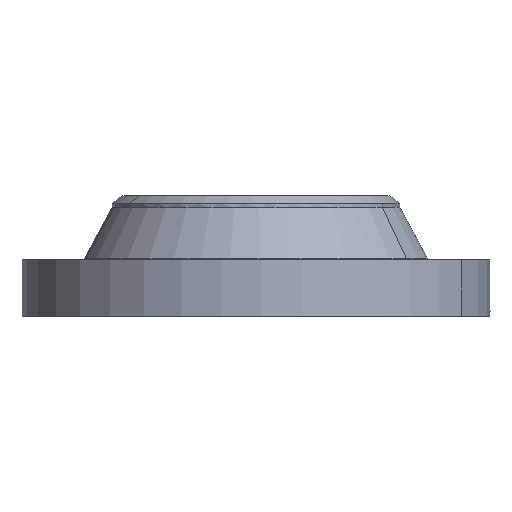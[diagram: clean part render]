
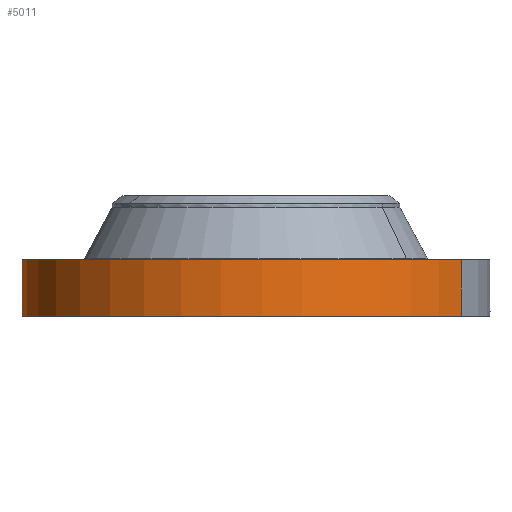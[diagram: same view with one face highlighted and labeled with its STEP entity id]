
A CAD part, left-side view. The second image highlights one B-rep face of the part: STEP entity #5011.
In plain terms, the highlighted cylindrical face has radius 371.475 mm (diameter 742.95 mm), a partial arc.
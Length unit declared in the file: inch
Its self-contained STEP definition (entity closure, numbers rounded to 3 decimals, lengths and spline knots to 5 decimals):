
#3583=AXIS2_PLACEMENT_3D('Circle Axis2P3D',#3581,#3582,$) ;
#4270=AXIS2_PLACEMENT_3D('Circle Axis2P3D',#4268,#4269,$) ;
#4906=AXIS2_PLACEMENT_3D('Cylinder Axis2P3D',#4903,#4904,#4905) ;
#3576=CARTESIAN_POINT('Vertex',(7.0116,12.83464,3.562)) ;
#3578=CARTESIAN_POINT('Vertex',(-7.0116,-12.83464,3.562)) ;
#3581=CARTESIAN_POINT('Axis2P3D Location',(0.,0.,3.562)) ;
#4268=CARTESIAN_POINT('Axis2P3D Location',(0.,0.,0.)) ;
#4272=CARTESIAN_POINT('Vertex',(-7.0116,-12.83464,0.)) ;
#4274=CARTESIAN_POINT('Vertex',(7.0116,12.83464,0.)) ;
#4903=CARTESIAN_POINT('Axis2P3D Location',(0.,0.,3.781)) ;
#4908=CARTESIAN_POINT('Line Origine',(-7.0116,-12.83464,1.781)) ;
#4913=CARTESIAN_POINT('Line Origine',(7.0116,12.83464,1.781)) ;
#4925=CARTESIAN_POINT('Control Point',(-0.00072,14.625,1.10412)) ;
#4926=CARTESIAN_POINT('Control Point',(-0.01902,14.625,1.10408)) ;
#4927=CARTESIAN_POINT('Control Point',(-0.03732,14.62496,1.10262)) ;
#4928=CARTESIAN_POINT('Control Point',(-0.0554,14.6249,1.09976)) ;
#4929=CARTESIAN_POINT('Vertex',(-0.00072,14.625,1.10412)) ;
#4931=CARTESIAN_POINT('Vertex',(-0.05539,14.6249,1.09976)) ;
#4935=CARTESIAN_POINT('Control Point',(-0.05539,14.6249,1.09976)) ;
#4936=CARTESIAN_POINT('Control Point',(-0.09579,14.62474,1.09532)) ;
#4937=CARTESIAN_POINT('Control Point',(-0.13555,14.62442,1.08353)) ;
#4938=CARTESIAN_POINT('Control Point',(-0.17216,14.62399,1.06517)) ;
#4939=CARTESIAN_POINT('Vertex',(-0.17216,14.62399,1.06517)) ;
#4943=CARTESIAN_POINT('Control Point',(-0.03097,14.62497,0.34119)) ;
#4944=CARTESIAN_POINT('Control Point',(-0.0961,14.62483,0.34943)) ;
#4945=CARTESIAN_POINT('Control Point',(-0.15917,14.62433,0.37129)) ;
#4946=CARTESIAN_POINT('Control Point',(-0.21622,14.62353,0.4061)) ;
#4947=CARTESIAN_POINT('Control Point',(-0.28857,14.62222,0.47419)) ;
#4948=CARTESIAN_POINT('Control Point',(-0.33612,14.62115,0.55864)) ;
#4949=CARTESIAN_POINT('Control Point',(-0.34916,14.62084,0.5887)) ;
#4950=CARTESIAN_POINT('Control Point',(-0.37137,14.62029,0.65895)) ;
#4951=CARTESIAN_POINT('Control Point',(-0.37685,14.62014,0.73213)) ;
#4952=CARTESIAN_POINT('Control Point',(-0.37459,14.6202,0.77295)) ;
#4953=CARTESIAN_POINT('Control Point',(-0.3562,14.62068,0.87068)) ;
#4954=CARTESIAN_POINT('Control Point',(-0.3079,14.6218,0.95787)) ;
#4955=CARTESIAN_POINT('Control Point',(-0.26966,14.62261,1.00315)) ;
#4956=CARTESIAN_POINT('Control Point',(-0.22344,14.62338,1.03946)) ;
#4957=CARTESIAN_POINT('Control Point',(-0.17216,14.62399,1.06517)) ;
#4958=CARTESIAN_POINT('Vertex',(-0.03097,14.62497,0.34119)) ;
#4962=CARTESIAN_POINT('Control Point',(-0.03097,14.62497,0.34119)) ;
#4963=CARTESIAN_POINT('Control Point',(-0.02064,14.62499,0.34087)) ;
#4964=CARTESIAN_POINT('Control Point',(-0.01031,14.625,0.34094)) ;
#4965=CARTESIAN_POINT('Control Point',(0.,14.625,0.34137)) ;
#4966=CARTESIAN_POINT('Vertex',(0.,14.625,0.34137)) ;
#4970=CARTESIAN_POINT('Control Point',(0.19266,14.62373,0.39734)) ;
#4971=CARTESIAN_POINT('Control Point',(0.14902,14.62431,0.372)) ;
#4972=CARTESIAN_POINT('Control Point',(0.10112,14.62476,0.35377)) ;
#4973=CARTESIAN_POINT('Control Point',(0.05081,14.625,0.34353)) ;
#4974=CARTESIAN_POINT('Control Point',(0.,14.625,0.34137)) ;
#4975=CARTESIAN_POINT('Vertex',(0.19266,14.62373,0.39734)) ;
#4979=CARTESIAN_POINT('Control Point',(0.19266,14.62373,0.39734)) ;
#4980=CARTESIAN_POINT('Control Point',(0.24952,14.62298,0.43036)) ;
#4981=CARTESIAN_POINT('Control Point',(0.29962,14.62205,0.47469)) ;
#4982=CARTESIAN_POINT('Control Point',(0.33982,14.62109,0.52879)) ;
#4983=CARTESIAN_POINT('Control Point',(0.38411,14.61997,0.62696)) ;
#4984=CARTESIAN_POINT('Control Point',(0.39273,14.61972,0.73224)) ;
#4985=CARTESIAN_POINT('Control Point',(0.39062,14.61978,0.77239)) ;
#4986=CARTESIAN_POINT('Control Point',(0.37649,14.62017,0.84728)) ;
#4987=CARTESIAN_POINT('Control Point',(0.34439,14.62096,0.9157)) ;
#4988=CARTESIAN_POINT('Control Point',(0.32533,14.6214,0.94612)) ;
#4989=CARTESIAN_POINT('Control Point',(0.26358,14.62273,1.0226)) ;
#4990=CARTESIAN_POINT('Control Point',(0.18041,14.62404,1.07561)) ;
#4991=CARTESIAN_POINT('Control Point',(0.12157,14.62469,1.09767)) ;
#4992=CARTESIAN_POINT('Control Point',(0.0603,14.625,1.10711)) ;
#4993=CARTESIAN_POINT('Control Point',(-0.00003,14.625,1.10415)) ;
#4994=CARTESIAN_POINT('Vertex',(-0.00003,14.625,1.10415)) ;
#4998=CARTESIAN_POINT('Control Point',(-0.00072,14.625,1.10412)) ;
#4999=CARTESIAN_POINT('Control Point',(-0.00037,14.625,1.10414)) ;
#5000=CARTESIAN_POINT('Control Point',(-0.00003,14.625,1.10415)) ;
#3582=DIRECTION('Axis2P3D Direction',(0.,0.,-0.039)) ;
#4269=DIRECTION('Axis2P3D Direction',(0.,0.,-0.039)) ;
#4904=DIRECTION('Axis2P3D Direction',(0.,0.,-0.039)) ;
#4905=DIRECTION('Axis2P3D XDirection',(0.019,0.035,0.)) ;
#4909=DIRECTION('Vector Direction',(0.,0.,-0.039)) ;
#4914=DIRECTION('Vector Direction',(0.,0.,-0.039)) ;
#4910=VECTOR('Line Direction',#4909,0.03937) ;
#4915=VECTOR('Line Direction',#4914,0.03937) ;
#4919=ORIENTED_EDGE('',*,*,#4276,.F.) ;
#4920=ORIENTED_EDGE('',*,*,#4912,.T.) ;
#4921=ORIENTED_EDGE('',*,*,#3585,.T.) ;
#4922=ORIENTED_EDGE('',*,*,#4917,.F.) ;
#5003=ORIENTED_EDGE('',*,*,#4933,.T.) ;
#5004=ORIENTED_EDGE('',*,*,#4941,.T.) ;
#5005=ORIENTED_EDGE('',*,*,#4960,.F.) ;
#5006=ORIENTED_EDGE('',*,*,#4968,.T.) ;
#5007=ORIENTED_EDGE('',*,*,#4977,.F.) ;
#5008=ORIENTED_EDGE('',*,*,#4996,.T.) ;
#5009=ORIENTED_EDGE('',*,*,#5001,.F.) ;
#5010=FACE_BOUND('',#5002,.T.) ;
#5011=ADVANCED_FACE('PartBody',(#4923,#5010),#4907,.T.) ;
#4924=B_SPLINE_CURVE_WITH_KNOTS('',3,(#4925,#4926,#4927,#4928),.UNSPECIFIED.,.F.,.U.,(4,4),(34.61656,36.64724),.UNSPECIFIED.) ;
#4934=B_SPLINE_CURVE_WITH_KNOTS('',3,(#4935,#4936,#4937,#4938),.UNSPECIFIED.,.F.,.U.,(4,4),(0.,4.56689),.UNSPECIFIED.) ;
#4942=B_SPLINE_CURVE_WITH_KNOTS('',5,(#4943,#4944,#4945,#4946,#4947,#4948,#4949,#4950,#4951,#4952,#4953,#4954,#4955,#4956,#4957),.UNSPECIFIED.,.F.,.U.,(6,3,3,3,6),(0.,11.40861,17.25127,24.61383,35.27435),.UNSPECIFIED.) ;
#4961=B_SPLINE_CURVE_WITH_KNOTS('',3,(#4962,#4963,#4964,#4965),.UNSPECIFIED.,.F.,.U.,(4,4),(0.,1.07741),.UNSPECIFIED.) ;
#4969=B_SPLINE_CURVE_WITH_KNOTS('',4,(#4970,#4971,#4972,#4973,#4974),.UNSPECIFIED.,.F.,.U.,(5,5),(0.,7.07947),.UNSPECIFIED.) ;
#4978=B_SPLINE_CURVE_WITH_KNOTS('',5,(#4979,#4980,#4981,#4982,#4983,#4984,#4985,#4986,#4987,#4988,#4989,#4990,#4991,#4992,#4993),.UNSPECIFIED.,.F.,.U.,(6,3,3,3,6),(0.,11.52844,18.60147,25.01955,36.29655),.UNSPECIFIED.) ;
#4997=B_SPLINE_CURVE_WITH_KNOTS('',2,(#4998,#4999,#5000),.UNSPECIFIED.,.F.,.U.,(3,3),(1.02316,1.04895),.UNSPECIFIED.) ;
#3584=CIRCLE('generated circle',#3583,14.625) ;
#4271=CIRCLE('generated circle',#4270,14.625) ;
#4907=CYLINDRICAL_SURFACE('generated cylinder',#4906,14.625) ;
#3585=EDGE_CURVE('',#3579,#3577,#3584,.T.) ;
#4276=EDGE_CURVE('',#4273,#4275,#4271,.T.) ;
#4912=EDGE_CURVE('',#4273,#3579,#4911,.F.) ;
#4917=EDGE_CURVE('',#4275,#3577,#4916,.F.) ;
#4933=EDGE_CURVE('',#4930,#4932,#4924,.T.) ;
#4941=EDGE_CURVE('',#4932,#4940,#4934,.T.) ;
#4960=EDGE_CURVE('',#4959,#4940,#4942,.T.) ;
#4968=EDGE_CURVE('',#4959,#4967,#4961,.T.) ;
#4977=EDGE_CURVE('',#4976,#4967,#4969,.T.) ;
#4996=EDGE_CURVE('',#4976,#4995,#4978,.T.) ;
#5001=EDGE_CURVE('',#4930,#4995,#4997,.T.) ;
#4918=EDGE_LOOP('',(#4919,#4920,#4921,#4922)) ;
#5002=EDGE_LOOP('',(#5003,#5004,#5005,#5006,#5007,#5008,#5009)) ;
#4923=FACE_OUTER_BOUND('',#4918,.T.) ;
#4911=LINE('Line',#4908,#4910) ;
#4916=LINE('Line',#4913,#4915) ;
#3577=VERTEX_POINT('',#3576) ;
#3579=VERTEX_POINT('',#3578) ;
#4273=VERTEX_POINT('',#4272) ;
#4275=VERTEX_POINT('',#4274) ;
#4930=VERTEX_POINT('',#4929) ;
#4932=VERTEX_POINT('',#4931) ;
#4940=VERTEX_POINT('',#4939) ;
#4959=VERTEX_POINT('',#4958) ;
#4967=VERTEX_POINT('',#4966) ;
#4976=VERTEX_POINT('',#4975) ;
#4995=VERTEX_POINT('',#4994) ;
